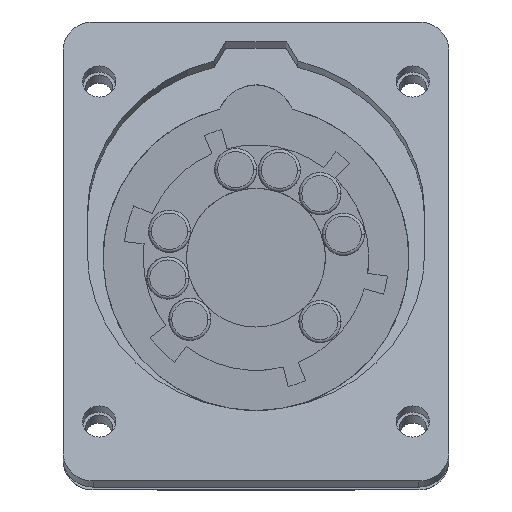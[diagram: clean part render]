
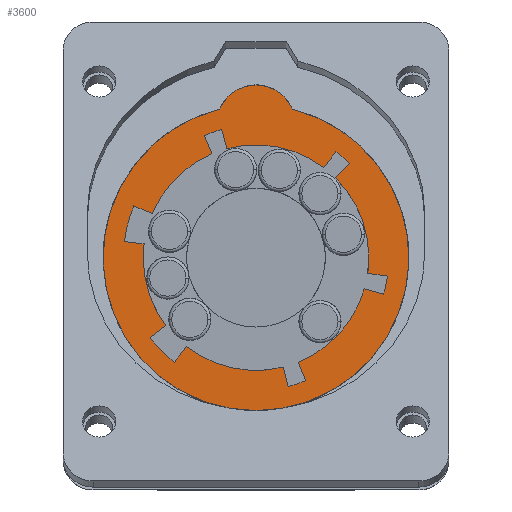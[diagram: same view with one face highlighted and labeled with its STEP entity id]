
A CAD part, front view. The second image highlights one B-rep face of the part: STEP entity #3600.
In plain terms, the highlighted face is planar.
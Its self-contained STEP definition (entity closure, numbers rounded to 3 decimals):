
#1460=CARTESIAN_POINT('',(-223.3,-79.428,
-12.023));
#1470=DIRECTION('',(0.,-1.,0.));
#1480=DIRECTION('',(1.,0.,0.));
#1490=AXIS2_PLACEMENT_3D('',#1460,#1470,#1480);
#1500=PLANE('',#1490);
#1510=CARTESIAN_POINT('',(0.,-79.428,84.895));
#1520=DIRECTION('',(-0.921,0.,-0.391));
#1530=VECTOR('',#1520,1.);
#1540=LINE('',#1510,#1530);
#1550=CARTESIAN_POINT('',(-217.213,-79.428,
-7.307));
#1560=VERTEX_POINT('',#1550);
#1570=CARTESIAN_POINT('',(-220.251,-79.428,
-8.596));
#1580=VERTEX_POINT('',#1570);
#1590=EDGE_CURVE('',#1560,#1580,#1540,.T.);
#1600=ORIENTED_EDGE('',*,*,#1590,.F.);
#1610=CARTESIAN_POINT('',(-200.,-79.428,0.));
#1620=DIRECTION('',(0.,1.,0.));
#1630=DIRECTION('',(1.,0.,0.));
#1640=AXIS2_PLACEMENT_3D('',#1610,#1620,#1630);
#1650=CIRCLE('',#1640,22.);
#1660=CARTESIAN_POINT('',(-221.836,-79.428,
-2.681));
#1670=VERTEX_POINT('',#1660);
#1680=EDGE_CURVE('',#1580,#1670,#1650,.T.);
#1690=ORIENTED_EDGE('',*,*,#1680,.F.);
#1700=CARTESIAN_POINT('',(0.,-79.428,24.557));
#1710=DIRECTION('',(0.993,0.,0.122));
#1720=VECTOR('',#1710,1.);
#1730=LINE('',#1700,#1720);
#1740=CARTESIAN_POINT('',(-218.561,-79.428,
-2.279));
#1750=VERTEX_POINT('',#1740);
#1760=EDGE_CURVE('',#1670,#1750,#1730,.T.);
#1770=ORIENTED_EDGE('',*,*,#1760,.F.);
#1780=CARTESIAN_POINT('',(-200.,-79.428,0.)
);
#1790=DIRECTION('',(0.,-1.,0.));
#1800=DIRECTION('',(-1.,0.,0.));
#1810=AXIS2_PLACEMENT_3D('',#1780,#1790,#1800);
#1820=CIRCLE('',#1810,18.7);
#1830=CARTESIAN_POINT('',(-218.7,-79.428,0.
));
#1840=VERTEX_POINT('',#1830);
#1850=EDGE_CURVE('',#1840,#1750,#1820,.T.);
#1860=ORIENTED_EDGE('',*,*,#1850,.T.);
#1870=CARTESIAN_POINT('',(-214.934,-79.428,
11.254));
#1880=VERTEX_POINT('',#1870);
#1890=EDGE_CURVE('',#1880,#1840,#1820,.T.);
#1900=ORIENTED_EDGE('',*,*,#1890,.T.);
#1910=CARTESIAN_POINT('',(0.,-79.428,-150.711));
#1920=DIRECTION('',(-0.799,0.,0.602));
#1930=VECTOR('',#1920,1.);
#1940=LINE('',#1910,#1930);
#1950=CARTESIAN_POINT('',(-217.57,-79.428,
13.24));
#1960=VERTEX_POINT('',#1950);
#1970=EDGE_CURVE('',#1880,#1960,#1940,.T.);
#1980=ORIENTED_EDGE('',*,*,#1970,.F.);
#1990=CARTESIAN_POINT('',(-200.,-79.428,0.));
#2000=DIRECTION('',(0.,1.,0.));
#2010=DIRECTION('',(1.,0.,0.));
#2020=AXIS2_PLACEMENT_3D('',#1990,#2000,#2010);
#2030=CIRCLE('',#2020,22.);
#2040=CARTESIAN_POINT('',(-213.545,-79.428,
17.336));
#2050=VERTEX_POINT('',#2040);
#2060=EDGE_CURVE('',#1960,#2050,#2030,.T.);
#2070=ORIENTED_EDGE('',*,*,#2060,.F.);
#2080=CARTESIAN_POINT('',(-200.,-79.428,0.));
#2090=DIRECTION('',(0.616,0.,-0.788));
#2100=VECTOR('',#2090,1.);
#2110=LINE('',#2080,#2100);
#2120=CARTESIAN_POINT('',(-211.513,-79.428,
14.736));
#2130=VERTEX_POINT('',#2120);
#2140=EDGE_CURVE('',#2050,#2130,#2110,.T.);
#2150=ORIENTED_EDGE('',*,*,#2140,.F.);
#2160=CARTESIAN_POINT('',(-195.476,-79.428,
18.145));
#2170=VERTEX_POINT('',#2160);
#2180=EDGE_CURVE('',#2170,#2130,#1820,.T.);
#2190=ORIENTED_EDGE('',*,*,#2180,.T.);
#2200=CARTESIAN_POINT('',(-200.,-79.428,0.));
#2210=DIRECTION('',(0.242,0.,0.97));
#2220=VECTOR('',#2210,1.);
#2230=LINE('',#2200,#2220);
#2240=CARTESIAN_POINT('',(-194.678,-79.428,
21.347));
#2250=VERTEX_POINT('',#2240);
#2260=EDGE_CURVE('',#2170,#2250,#2230,.T.);
#2270=ORIENTED_EDGE('',*,*,#2260,.F.);
#2280=CARTESIAN_POINT('',(-200.,-79.428,0.));
#2290=DIRECTION('',(0.,1.,0.));
#2300=DIRECTION('',(1.,0.,0.));
#2310=AXIS2_PLACEMENT_3D('',#2280,#2290,#2300);
#2320=CIRCLE('',#2310,22.);
#2330=CARTESIAN_POINT('',(-191.759,-79.428,
20.398));
#2340=VERTEX_POINT('',#2330);
#2350=EDGE_CURVE('',#2250,#2340,#2320,.T.);
#2360=ORIENTED_EDGE('',*,*,#2350,.F.);
#2370=CARTESIAN_POINT('',(-200.,-79.428,0.));
#2380=DIRECTION('',(-0.375,0.,-0.927));
#2390=VECTOR('',#2380,1.);
#2400=LINE('',#2370,#2390);
#2410=CARTESIAN_POINT('',(-192.995,-79.428,
17.338));
#2420=VERTEX_POINT('',#2410);
#2430=EDGE_CURVE('',#2340,#2420,#2400,.T.);
#2440=ORIENTED_EDGE('',*,*,#2430,.F.);
#2450=CARTESIAN_POINT('',(-182.024,-79.428,
5.154));
#2460=VERTEX_POINT('',#2450);
#2470=EDGE_CURVE('',#2460,#2420,#1820,.T.);
#2480=ORIENTED_EDGE('',*,*,#2470,.T.);
#2490=CARTESIAN_POINT('',(0.,-79.428,57.349));
#2500=DIRECTION('',(0.961,0.,0.276));
#2510=VECTOR('',#2500,1.);
#2520=LINE('',#2490,#2510);
#2530=CARTESIAN_POINT('',(-178.852,-79.428,
6.064));
#2540=VERTEX_POINT('',#2530);
#2550=EDGE_CURVE('',#2460,#2540,#2520,.T.);
#2560=ORIENTED_EDGE('',*,*,#2550,.F.);
#2570=CARTESIAN_POINT('',(-200.,-79.428,0.));
#2580=DIRECTION('',(0.,1.,0.));
#2590=DIRECTION('',(1.,0.,0.));
#2600=AXIS2_PLACEMENT_3D('',#2570,#2580,#2590);
#2610=CIRCLE('',#2600,22.);
#2620=CARTESIAN_POINT('',(-178.214,-79.428,
3.062));
#2630=VERTEX_POINT('',#2620);
#2640=EDGE_CURVE('',#2540,#2630,#2610,.T.);
#2650=ORIENTED_EDGE('',*,*,#2640,.F.);
#2660=CARTESIAN_POINT('',(0.,-79.428,28.108));
#2670=DIRECTION('',(-0.99,0.,-0.139));
#2680=VECTOR('',#2670,1.);
#2690=LINE('',#2660,#2680);
#2700=CARTESIAN_POINT('',(-181.482,-79.428,
2.603));
#2710=VERTEX_POINT('',#2700);
#2720=EDGE_CURVE('',#2630,#2710,#2690,.T.);
#2730=ORIENTED_EDGE('',*,*,#2720,.F.);
#2740=CARTESIAN_POINT('',(-181.3,-79.428,0.
));
#2750=VERTEX_POINT('',#2740);
#2760=EDGE_CURVE('',#2750,#2710,#1820,.T.);
#2770=ORIENTED_EDGE('',*,*,#2760,.T.);
#2780=CARTESIAN_POINT('',(-186.777,-79.428,
-13.223));
#2790=VERTEX_POINT('',#2780);
#2800=EDGE_CURVE('',#2790,#2750,#1820,.T.);
#2810=ORIENTED_EDGE('',*,*,#2800,.T.);
#2820=CARTESIAN_POINT('',(-200.,-79.428,0.));
#2830=DIRECTION('',(0.707,0.,-0.707));
#2840=VECTOR('',#2830,1.);
#2850=LINE('',#2820,#2840);
#2860=CARTESIAN_POINT('',(-184.444,-79.428,
-15.556));
#2870=VERTEX_POINT('',#2860);
#2880=EDGE_CURVE('',#2790,#2870,#2850,.T.);
#2890=ORIENTED_EDGE('',*,*,#2880,.F.);
#2900=CARTESIAN_POINT('',(-200.,-79.428,0.));
#2910=DIRECTION('',(0.,1.,0.));
#2920=DIRECTION('',(1.,0.,0.));
#2930=AXIS2_PLACEMENT_3D('',#2900,#2910,#2920);
#2940=CIRCLE('',#2930,22.);
#2950=CARTESIAN_POINT('',(-186.76,-79.428,
-17.57));
#2960=VERTEX_POINT('',#2950);
#2970=EDGE_CURVE('',#2870,#2960,#2940,.T.);
#2980=ORIENTED_EDGE('',*,*,#2970,.F.);
#2990=CARTESIAN_POINT('',(-200.,-79.428,0.));
#3000=DIRECTION('',(-0.602,0.,0.799));
#3010=VECTOR('',#3000,1.);
#3020=LINE('',#2990,#3010);
#3030=CARTESIAN_POINT('',(-188.746,-79.428,
-14.934));
#3040=VERTEX_POINT('',#3030);
#3050=EDGE_CURVE('',#2960,#3040,#3020,.T.);
#3060=ORIENTED_EDGE('',*,*,#3050,.F.);
#3070=CARTESIAN_POINT('',(-204.84,-79.428,
-18.063));
#3080=VERTEX_POINT('',#3070);
#3090=EDGE_CURVE('',#3080,#3040,#1820,.T.);
#3100=ORIENTED_EDGE('',*,*,#3090,.T.);
#3110=CARTESIAN_POINT('',(-200.,-79.428,0.));
#3120=DIRECTION('',(-0.259,0.,-0.966));
#3130=VECTOR('',#3120,1.);
#3140=LINE('',#3110,#3130);
#3150=CARTESIAN_POINT('',(-205.694,-79.428,
-21.25));
#3160=VERTEX_POINT('',#3150);
#3170=EDGE_CURVE('',#3080,#3160,#3140,.T.);
#3180=ORIENTED_EDGE('',*,*,#3170,.F.);
#3190=CARTESIAN_POINT('',(-200.,-79.428,0.));
#3200=DIRECTION('',(0.,1.,0.));
#3210=DIRECTION('',(1.,0.,0.));
#3220=AXIS2_PLACEMENT_3D('',#3190,#3200,#3210);
#3230=CIRCLE('',#3220,22.);
#3240=CARTESIAN_POINT('',(-208.596,-79.428,
-20.251));
#3250=VERTEX_POINT('',#3240);
#3260=EDGE_CURVE('',#3160,#3250,#3230,.T.);
#3270=ORIENTED_EDGE('',*,*,#3260,.F.);
#3280=CARTESIAN_POINT('',(-200.,-79.428,0.));
#3290=DIRECTION('',(0.391,0.,0.921));
#3300=VECTOR('',#3290,1.);
#3310=LINE('',#3280,#3300);
#3320=CARTESIAN_POINT('',(-207.307,-79.428,
-17.213));
#3330=VERTEX_POINT('',#3320);
#3340=EDGE_CURVE('',#3250,#3330,#3310,.T.);
#3350=ORIENTED_EDGE('',*,*,#3340,.F.);
#3360=EDGE_CURVE('',#1560,#3330,#1820,.T.);
#3370=ORIENTED_EDGE('',*,*,#3360,.T.);
#3380=EDGE_LOOP('',(#3370,#3350,#3270,#3180,#3100,#3060,#2980,#2890,
#2810,#2770,#2730,#2650,#2560,#2480,#2440,#2360,#2270,#2190,#2150,#2070,
#1980,#1900,#1860,#1770,#1690,#1600));
#3390=FACE_BOUND('',#3380,.T.);
#3400=CARTESIAN_POINT('',(-200.,-79.428,-22.15));
#3410=DIRECTION('',(0.,-1.,0.));
#3420=DIRECTION('',(-1.,0.,0.));
#3430=AXIS2_PLACEMENT_3D('',#3400,#3410,#3420);
#3440=CIRCLE('',#3430,6.5);
#3450=CARTESIAN_POINT('',(-206.009,-79.428,
-24.627));
#3460=VERTEX_POINT('',#3450);
#3470=CARTESIAN_POINT('',(-193.991,-79.428,
-24.627));
#3480=VERTEX_POINT('',#3470);
#3490=EDGE_CURVE('',#3460,#3480,#3440,.T.);
#3500=ORIENTED_EDGE('',*,*,#3490,.F.);
#3510=CARTESIAN_POINT('',(-200.,-79.428,0.));
#3520=DIRECTION('',(0.,-1.,0.));
#3530=DIRECTION('',(1.,0.,0.));
#3540=AXIS2_PLACEMENT_3D('',#3510,#3520,#3530);
#3550=CIRCLE('',#3540,25.35);
#3560=EDGE_CURVE('',#3480,#3460,#3550,.T.);
#3570=ORIENTED_EDGE('',*,*,#3560,.F.);
#3580=EDGE_LOOP('',(#3570,#3500));
#3590=FACE_OUTER_BOUND('',#3580,.T.);
#3600=ADVANCED_FACE('',(#3390,#3590),#1500,.F.);
